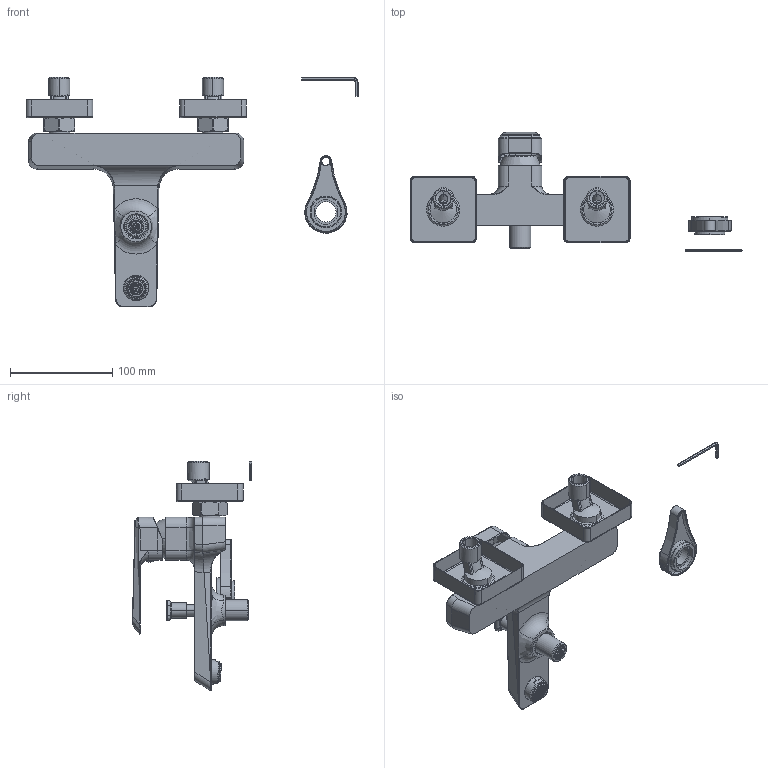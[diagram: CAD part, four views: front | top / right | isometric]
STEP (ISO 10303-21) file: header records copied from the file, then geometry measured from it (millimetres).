
FILE_DESCRIPTION((''),'2;1');
FILE_NAME('VFB238246-JO_ASM','2022-03-14T',('fth20'),(''),'CREO PARAMETRIC BY PTC INC, 2015480','CREO PARAMETRIC BY PTC INC, 2015480','');
FILE_SCHEMA(('CONFIG_CONTROL_DESIGN'));
Products named in the file (23): 80T238246; J51311G; J10350SD01; 80D238064; 8YG16045; 7ZG16363; 80P35VFB2; 8JTSW001G; 8J18X2A; 8NMSW001; 8J24X15X3; 80Q01000G; 8CM5X7; 80N81051; 80Q5B000; M24021DNPDM0-R01; M24021DNPDM0-R02; M24021DNPDM0-R03; M24021DNPDM0_ASM; J92030DM; 8BS25; 80P00008A; VFB238246-JO_ASM
Assembly tree (28 placements, depth 3):
  VFB238246-JO_ASM
    80T238246
    J51311G
    J10350SD01
    80D238064
    8YG16045
    7ZG16363
    80P35VFB2
    8JTSW001G  x2
    8J18X2A  x2
    8NMSW001  x2
    8J24X15X3  x2
    80Q01000G  x2
    8CM5X7
    80N81051
    80Q5B000  x2
    M24021DNPDM0_ASM
      M24021DNPDM0-R01
      M24021DNPDM0-R02
      M24021DNPDM0-R03
    J92030DM
    8BS25
    80P00008A
Bounding box: 324.04 x 116.6 x 224.23 mm (x, y, z)
Volume: 237961.3 mm3; surface area: 220434.8 mm2
Topology: 37 solids, 40 shells, 2247 faces, 5850 edges, 3676 vertices
Faces by surface type: plane 953, cylinder 685, torus 235, cone 200, bspline 166, extrusion 4, sphere 4
Entity records: 82303 total; most frequent: CARTESIAN_POINT 30911, ORIENTED_EDGE 10914, DIRECTION 10522, EDGE_CURVE 5457, AXIS2_PLACEMENT_3D 4045, VERTEX_POINT 3443, VECTOR 2432, LINE 2428
